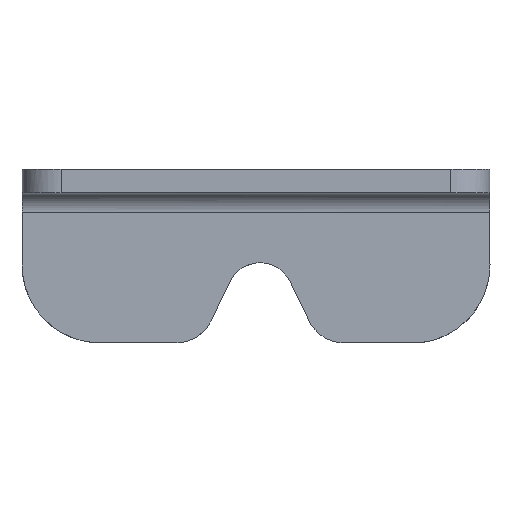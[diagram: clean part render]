
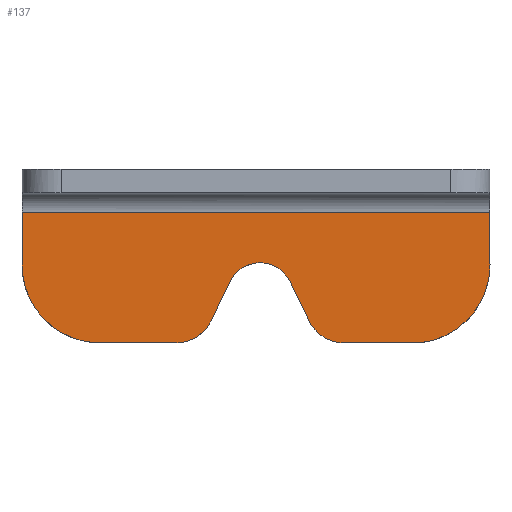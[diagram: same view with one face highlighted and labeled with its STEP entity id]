
A CAD part, front view. The second image highlights one B-rep face of the part: STEP entity #137.
In plain terms, the highlighted free-form (B-spline) face has degree [1, 1] with [2, 2] control points.
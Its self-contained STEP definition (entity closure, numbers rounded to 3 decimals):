
#3 = CARTESIAN_POINT ( 'NONE',  ( 2281.641, 919.131, -5. ) ) ;
#5 = CARTESIAN_POINT ( 'NONE',  ( 2227.006, 919.131, -15.367 ) ) ;
#12 = CARTESIAN_POINT ( 'NONE',  ( 2210.412, 919.131, -32.778 ) ) ;
#28 = VERTEX_POINT ( 'NONE', #944 ) ;
#51 = CARTESIAN_POINT ( 'NONE',  ( 2235.395, 919.131, -32.784 ) ) ;
#52 = ORIENTED_EDGE ( 'NONE', *, *, #252, .F. ) ;
#59 = ORIENTED_EDGE ( 'NONE', *, *, #808, .F. ) ;
#64 = EDGE_CURVE ( 'NONE', #28, #367, #560, .T. ) ;
#75 = CARTESIAN_POINT ( 'NONE',  ( 2235.395, 919.131, -32.784 ) ) ;
#83 = ORIENTED_EDGE ( 'NONE', *, *, #333, .F. ) ;
#86 = CARTESIAN_POINT ( 'NONE',  ( 2281.651, 919.131, -18.257 ) ) ;
#91 = EDGE_CURVE ( 'NONE', #196, #367, #362, .T. ) ;
#95 = ORIENTED_EDGE ( 'NONE', *, *, #608, .F. ) ;
#110 = VERTEX_POINT ( 'NONE', #865 ) ;
#127 = VERTEX_POINT ( 'NONE', #205 ) ;
#135 = CARTESIAN_POINT ( 'NONE',  ( 2170.317, 919.131, -38.36 ) ) ;
#137 = ADVANCED_FACE ( 'NONE', ( #630 ), #777, .F. ) ;
#167 =( BOUNDED_CURVE ( )  B_SPLINE_CURVE ( 3, ( #396, #289, #1054, #51 ),
 .UNSPECIFIED., .F., .T. ) 
 B_SPLINE_CURVE_WITH_KNOTS ( ( 4, 4 ),
 ( -1.121, 0. ),
 .UNSPECIFIED. ) 
 CURVE ( )  GEOMETRIC_REPRESENTATION_ITEM ( )  RATIONAL_B_SPLINE_CURVE ( ( 1., 0.898, 0.898, 1. ) ) 
 REPRESENTATION_ITEM ( '' )  );
#176 = CARTESIAN_POINT ( 'NONE',  ( 2201.404, 919.131, -38.434 ) ) ;
#180 = CARTESIAN_POINT ( 'NONE',  ( 2230.563, 919.131, -22.752 ) ) ;
#183 = ORIENTED_EDGE ( 'NONE', *, *, #454, .F. ) ;
#186 = CARTESIAN_POINT ( 'NONE',  ( 2205.353, 919.131, -38.434 ) ) ;
#196 = VERTEX_POINT ( 'NONE', #451 ) ;
#205 = CARTESIAN_POINT ( 'NONE',  ( 2181.942, 919.131, -38.434 ) ) ;
#211 = ORIENTED_EDGE ( 'NONE', *, *, #64, .T. ) ;
#232 = EDGE_CURVE ( 'NONE', #1058, #811, #495, .T. ) ;
#249 = ORIENTED_EDGE ( 'NONE', *, *, #1020, .F. ) ;
#251 = CARTESIAN_POINT ( 'NONE',  ( 2281.641, 919.131, -17.823 ) ) ;
#252 = EDGE_CURVE ( 'NONE', #127, #310, #422, .T. ) ;
#286 = B_SPLINE_CURVE_WITH_KNOTS ( 'NONE', 1,
 ( #942, #852 ),
 .UNSPECIFIED., .F., .F.,
 ( 2, 2 ),
 ( 0., 1. ),
 .UNSPECIFIED. ) ;
#288 = VERTEX_POINT ( 'NONE', #670 ) ;
#289 = CARTESIAN_POINT ( 'NONE',  ( 2240.454, 919.131, -38.434 ) ) ;
#301 = CARTESIAN_POINT ( 'NONE',  ( 2210.412, 919.131, -32.778 ) ) ;
#309 = CARTESIAN_POINT ( 'NONE',  ( 2262.93, 919.131, -38.434 ) ) ;
#310 = VERTEX_POINT ( 'NONE', #849 ) ;
#327 = ORIENTED_EDGE ( 'NONE', *, *, #948, .F. ) ;
#333 = EDGE_CURVE ( 'NONE', #110, #1072, #861, .T. ) ;
#339 = CARTESIAN_POINT ( 'NONE',  ( 2281.641, 919.131, -17.823 ) ) ;
#341 = CARTESIAN_POINT ( 'NONE',  ( 2262.93, 919.131, -38.434 ) ) ;
#362 = B_SPLINE_CURVE_WITH_KNOTS ( 'NONE', 1,
 ( #3, #339 ),
 .UNSPECIFIED., .F., .F.,
 ( 2, 2 ),
 ( 0., 1. ),
 .UNSPECIFIED. ) ;
#367 = VERTEX_POINT ( 'NONE', #251 ) ;
#396 = CARTESIAN_POINT ( 'NONE',  ( 2244.399, 919.131, -38.434 ) ) ;
#422 =( BOUNDED_CURVE ( )  B_SPLINE_CURVE ( 3, ( #977, #135, #475, #567 ),
 .UNSPECIFIED., .F., .T. ) 
 B_SPLINE_CURVE_WITH_KNOTS ( ( 4, 4 ),
 ( -1.561, 0. ),
 .UNSPECIFIED. ) 
 CURVE ( )  GEOMETRIC_REPRESENTATION_ITEM ( )  RATIONAL_B_SPLINE_CURVE ( ( 1., 0.807, 0.807, 1. ) ) 
 REPRESENTATION_ITEM ( '' )  );
#451 = CARTESIAN_POINT ( 'NONE',  ( 2281.641, 919.131, -5. ) ) ;
#454 = EDGE_CURVE ( 'NONE', #811, #288, #610, .T. ) ;
#460 = ORIENTED_EDGE ( 'NONE', *, *, #715, .F. ) ;
#465 = CARTESIAN_POINT ( 'NONE',  ( 2281.651, 919.131, -29.605 ) ) ;
#475 = CARTESIAN_POINT ( 'NONE',  ( 2162.109, 919.131, -30.127 ) ) ;
#483 = CARTESIAN_POINT ( 'NONE',  ( 2230.563, 919.131, -22.752 ) ) ;
#492 = CARTESIAN_POINT ( 'NONE',  ( 2215.249, 919.131, -22.748 ) ) ;
#493 = CARTESIAN_POINT ( 'NONE',  ( 2281.648, 919.131, -18.04 ) ) ;
#495 = B_SPLINE_CURVE_WITH_KNOTS ( 'NONE', 1,
 ( #492, #301 ),
 .UNSPECIFIED., .F., .F.,
 ( 2, 2 ),
 ( 0., 1. ),
 .UNSPECIFIED. ) ;
#511 = CARTESIAN_POINT ( 'NONE',  ( 2181.942, 919.131, -38.434 ) ) ;
#513 = CARTESIAN_POINT ( 'NONE',  ( 2281.641, 919.131, -17.823 ) ) ;
#529 = CARTESIAN_POINT ( 'NONE',  ( 2282.369, 919.131, -38.434 ) ) ;
#539 = CARTESIAN_POINT ( 'NONE',  ( 2201.404, 919.131, -38.434 ) ) ;
#540 = CARTESIAN_POINT ( 'NONE',  ( 2282.369, 919.131, -5. ) ) ;
#551 = B_SPLINE_CURVE_WITH_KNOTS ( 'NONE', 1,
 ( #893, #976 ),
 .UNSPECIFIED., .F., .F.,
 ( 2, 2 ),
 ( 0., 1. ),
 .UNSPECIFIED. ) ;
#560 = B_SPLINE_CURVE_WITH_KNOTS ( 'NONE', 3,
 ( #996, #86, #493, #513 ),
 .UNSPECIFIED., .F., .F.,
 ( 4, 4 ),
 ( 0., 0.033 ),
 .UNSPECIFIED. ) ;
#565 = EDGE_LOOP ( 'NONE', ( #52, #460, #183, #792, #998, #83, #718, #95, #249, #211, #650, #327, #59 ) ) ;
#567 = CARTESIAN_POINT ( 'NONE',  ( 2162.07, 919.131, -18.502 ) ) ;
#582 = CARTESIAN_POINT ( 'NONE',  ( 2230.563, 919.131, -22.752 ) ) ;
#600 = VERTEX_POINT ( 'NONE', #719 ) ;
#608 = EDGE_CURVE ( 'NONE', #732, #832, #551, .T. ) ;
#610 =( BOUNDED_CURVE ( )  B_SPLINE_CURVE ( 3, ( #1044, #874, #186, #539 ),
 .UNSPECIFIED., .F., .T. ) 
 B_SPLINE_CURVE_WITH_KNOTS ( ( 4, 4 ),
 ( -1.121, 0. ),
 .UNSPECIFIED. ) 
 CURVE ( )  GEOMETRIC_REPRESENTATION_ITEM ( )  RATIONAL_B_SPLINE_CURVE ( ( 1., 0.898, 0.898, 1. ) ) 
 REPRESENTATION_ITEM ( '' )  );
#621 = CARTESIAN_POINT ( 'NONE',  ( 2244.399, 919.131, -38.434 ) ) ;
#630 = FACE_OUTER_BOUND ( 'NONE', #565, .T. ) ;
#650 = ORIENTED_EDGE ( 'NONE', *, *, #91, .F. ) ;
#670 = CARTESIAN_POINT ( 'NONE',  ( 2201.404, 919.131, -38.434 ) ) ;
#704 = EDGE_CURVE ( 'NONE', #1072, #1058, #1000, .T. ) ;
#715 = EDGE_CURVE ( 'NONE', #288, #127, #1027, .T. ) ;
#718 = ORIENTED_EDGE ( 'NONE', *, *, #931, .F. ) ;
#719 = CARTESIAN_POINT ( 'NONE',  ( 2162.07, 919.131, -5. ) ) ;
#728 =( BOUNDED_CURVE ( )  B_SPLINE_CURVE ( 3, ( #1059, #465, #798, #309 ),
 .UNSPECIFIED., .F., .T. ) 
 B_SPLINE_CURVE_WITH_KNOTS ( ( 4, 4 ),
 ( -1.507, 0. ),
 .UNSPECIFIED. ) 
 CURVE ( )  GEOMETRIC_REPRESENTATION_ITEM ( )  RATIONAL_B_SPLINE_CURVE ( ( 1., 0.82, 0.82, 1. ) ) 
 REPRESENTATION_ITEM ( '' )  );
#732 = VERTEX_POINT ( 'NONE', #341 ) ;
#743 = CARTESIAN_POINT ( 'NONE',  ( 2281.641, 919.131, -5. ) ) ;
#754 = B_SPLINE_CURVE_WITH_KNOTS ( 'NONE', 1,
 ( #1064, #743 ),
 .UNSPECIFIED., .F., .F.,
 ( 2, 2 ),
 ( -1., 0. ),
 .UNSPECIFIED. ) ;
#777 = B_SPLINE_SURFACE_WITH_KNOTS ( 'NONE', 1, 1, ( 
 ( #529, #540 ),
 ( #802, #783 ) ),
 .UNSPECIFIED., .F., .F., .F.,
 ( 2, 2 ),
 ( 2, 2 ),
 ( 0., 1. ),
 ( 0., 1. ),
 .UNSPECIFIED. ) ;
#783 = CARTESIAN_POINT ( 'NONE',  ( 2162.07, 919.131, -5. ) ) ;
#792 = ORIENTED_EDGE ( 'NONE', *, *, #232, .F. ) ;
#798 = CARTESIAN_POINT ( 'NONE',  ( 2274.037, 919.131, -37.722 ) ) ;
#802 = CARTESIAN_POINT ( 'NONE',  ( 2162.07, 919.131, -38.434 ) ) ;
#808 = EDGE_CURVE ( 'NONE', #310, #600, #286, .T. ) ;
#811 = VERTEX_POINT ( 'NONE', #12 ) ;
#832 = VERTEX_POINT ( 'NONE', #621 ) ;
#849 = CARTESIAN_POINT ( 'NONE',  ( 2162.07, 919.131, -18.502 ) ) ;
#852 = CARTESIAN_POINT ( 'NONE',  ( 2162.07, 919.131, -5. ) ) ;
#861 = B_SPLINE_CURVE_WITH_KNOTS ( 'NONE', 1,
 ( #75, #180 ),
 .UNSPECIFIED., .F., .F.,
 ( 2, 2 ),
 ( 0., 1. ),
 .UNSPECIFIED. ) ;
#865 = CARTESIAN_POINT ( 'NONE',  ( 2235.395, 919.131, -32.784 ) ) ;
#874 = CARTESIAN_POINT ( 'NONE',  ( 2208.696, 919.131, -36.334 ) ) ;
#893 = CARTESIAN_POINT ( 'NONE',  ( 2262.93, 919.131, -38.434 ) ) ;
#931 = EDGE_CURVE ( 'NONE', #832, #110, #167, .T. ) ;
#942 = CARTESIAN_POINT ( 'NONE',  ( 2162.07, 919.131, -18.502 ) ) ;
#944 = CARTESIAN_POINT ( 'NONE',  ( 2281.651, 919.131, -18.475 ) ) ;
#948 = EDGE_CURVE ( 'NONE', #600, #196, #754, .T. ) ;
#976 = CARTESIAN_POINT ( 'NONE',  ( 2244.399, 919.131, -38.434 ) ) ;
#977 = CARTESIAN_POINT ( 'NONE',  ( 2181.942, 919.131, -38.434 ) ) ;
#996 = CARTESIAN_POINT ( 'NONE',  ( 2281.651, 919.131, -18.475 ) ) ;
#998 = ORIENTED_EDGE ( 'NONE', *, *, #704, .F. ) ;
#1000 =( BOUNDED_CURVE ( )  B_SPLINE_CURVE ( 3, ( #582, #5, #1085, #1013 ),
 .UNSPECIFIED., .F., .T. ) 
 B_SPLINE_CURVE_WITH_KNOTS ( ( 4, 4 ),
 ( -2.243, 0. ),
 .UNSPECIFIED. ) 
 CURVE ( )  GEOMETRIC_REPRESENTATION_ITEM ( )  RATIONAL_B_SPLINE_CURVE ( ( 1., 0.623, 0.623, 1. ) ) 
 REPRESENTATION_ITEM ( '' )  );
#1013 = CARTESIAN_POINT ( 'NONE',  ( 2215.249, 919.131, -22.748 ) ) ;
#1020 = EDGE_CURVE ( 'NONE', #28, #732, #728, .T. ) ;
#1027 = B_SPLINE_CURVE_WITH_KNOTS ( 'NONE', 1,
 ( #176, #511 ),
 .UNSPECIFIED., .F., .F.,
 ( 2, 2 ),
 ( 0., 1. ),
 .UNSPECIFIED. ) ;
#1044 = CARTESIAN_POINT ( 'NONE',  ( 2210.412, 919.131, -32.778 ) ) ;
#1054 = CARTESIAN_POINT ( 'NONE',  ( 2237.111, 919.131, -36.337 ) ) ;
#1058 = VERTEX_POINT ( 'NONE', #1071 ) ;
#1059 = CARTESIAN_POINT ( 'NONE',  ( 2281.651, 919.131, -18.475 ) ) ;
#1064 = CARTESIAN_POINT ( 'NONE',  ( 2162.07, 919.131, -5. ) ) ;
#1071 = CARTESIAN_POINT ( 'NONE',  ( 2215.249, 919.131, -22.748 ) ) ;
#1072 = VERTEX_POINT ( 'NONE', #483 ) ;
#1085 = CARTESIAN_POINT ( 'NONE',  ( 2218.809, 919.131, -15.365 ) ) ;
